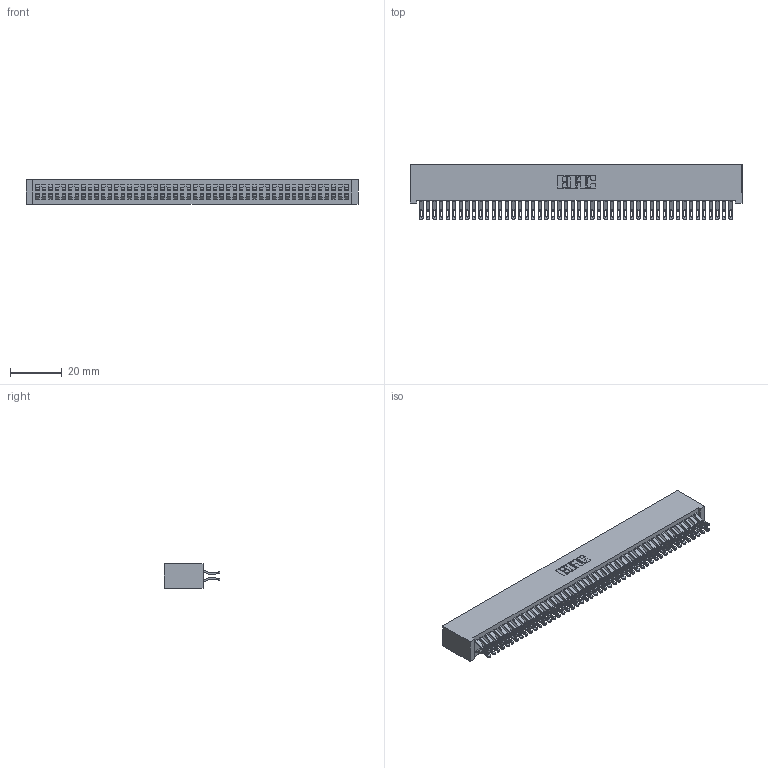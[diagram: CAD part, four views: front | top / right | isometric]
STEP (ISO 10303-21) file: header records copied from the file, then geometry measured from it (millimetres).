
FILE_DESCRIPTION (( 'STEP AP203' ), '1' );
FILE_NAME ('342-096-555-201.STEP', '2019-10-04T16:13:12', ( '' ), ( '' ), 'SwSTEP 2.0', 'SolidWorks 2016', '' );
FILE_SCHEMA (( 'CONFIG_CONTROL_DESIGN' ));
Length unit declared in the file: inch
Products named in the file (3): 342 Part_Lugless; 345-292-001_555 Tail; 342-096-555-201
Assembly tree (97 placements, depth 2):
  342-096-555-201
    342 Part_Lugless
    345-292-001_555 Tail  x96
Bounding box: 128.17 x 21.47 x 9.4 mm (x, y, z)
Volume: 12250.6 mm3; surface area: 21463.9 mm2
Topology: 97 solids, 97 shells, 5670 faces, 17843 edges, 11894 vertices
Faces by surface type: plane 3326, cylinder 2344
Entity records: 30021 total; most frequent: CARTESIAN_POINT 5000, ORIENTED_EDGE 4906, DIRECTION 4225, EDGE_CURVE 2453, LINE 2313, VECTOR 2313, VERTEX_POINT 1634, AXIS2_PLACEMENT_3D 956
